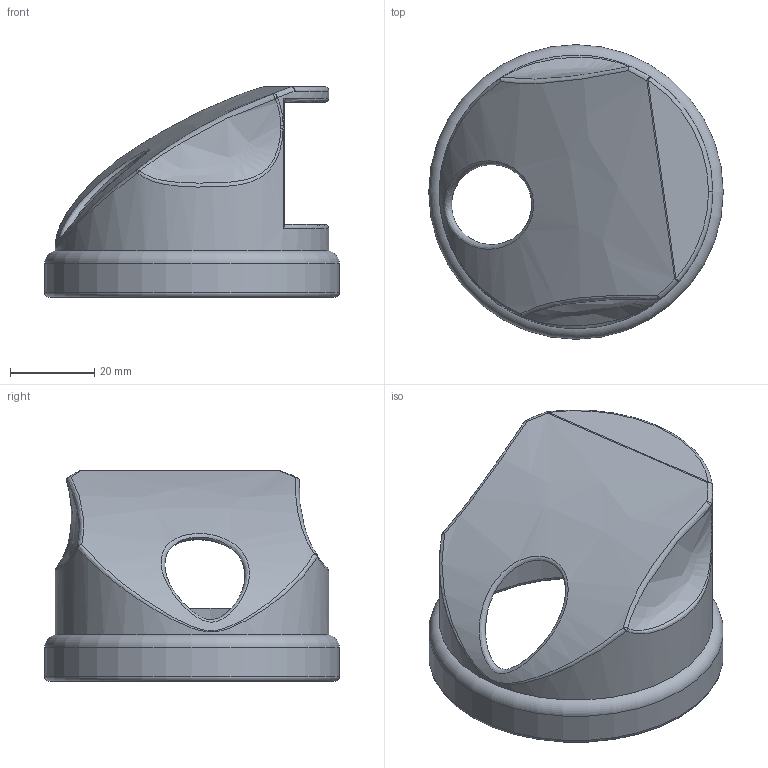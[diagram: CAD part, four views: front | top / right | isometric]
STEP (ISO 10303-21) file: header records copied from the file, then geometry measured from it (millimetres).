
FILE_DESCRIPTION(('HOOPS Exchange Step'),'2;1');
FILE_NAME('temp_export.step','2020-04-22T19:06:12+19:00',('mobile'),('Shapr3D Limited'),'HOOPS Exchange 2018.1','Shapr3D','Authorized');
FILE_SCHEMA( ('AP203_CONFIGURATION_CONTROLLED_3D_DESIGN_OF_MECHANICAL_PARTS_AND_ASSEMBLIES_MIM_LF') );
Length unit declared in the file: millimetre
Products named in the file (1): temp_export.x_b
Bounding box: 70 x 70 x 50 mm (x, y, z)
Volume: 18146.2 mm3; surface area: 18769 mm2
Topology: 2 solids, 2 shells, 50 faces, 135 edges, 84 vertices
Faces by surface type: bspline 13, plane 10, cylinder 9, torus 8, sphere 4, extrusion 3, offset 3
Full cylindrical faces by diameter (mm): 61 x1, 65 x2, 70 x1
Entity records: 11099 total; most frequent: CARTESIAN_POINT 9918, ORIENTED_EDGE 264, DIRECTION 204, EDGE_CURVE 132, AXIS2_PLACEMENT_3D 87, VERTEX_POINT 84, B_SPLINE_CURVE_WITH_KNOTS 59, EDGE_LOOP 54
